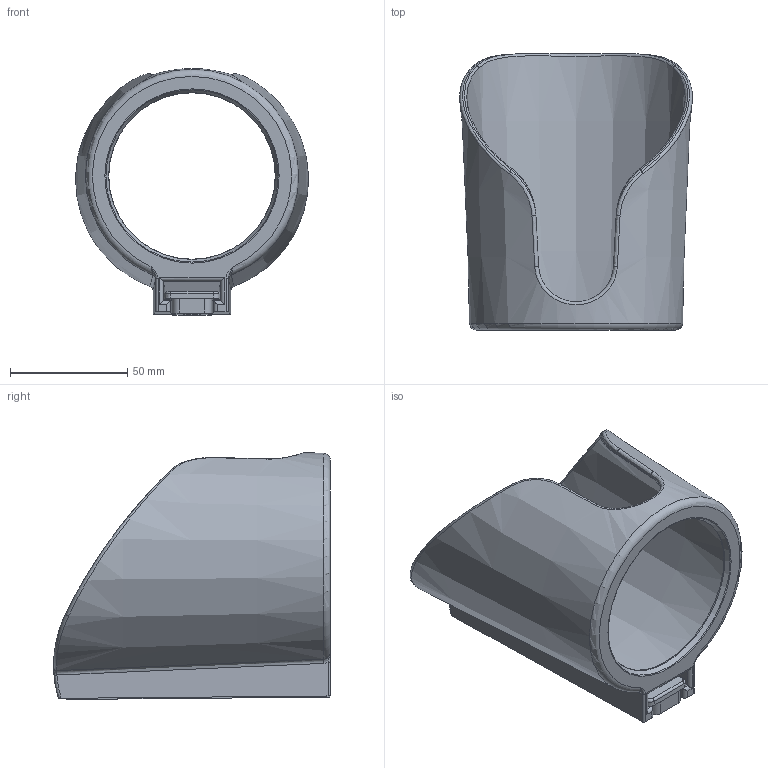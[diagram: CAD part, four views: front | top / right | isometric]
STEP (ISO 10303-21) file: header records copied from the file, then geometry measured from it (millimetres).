
FILE_DESCRIPTION((''),'2;1');
FILE_NAME('AR3568.stp','2016-08-04T16:02:58',('Envy'),(''),'Autodesk Inventor 2013','Autodesk Inventor 2013','');
FILE_SCHEMA(('AUTOMOTIVE_DESIGN { 1 0 10303 214 1 1 1 1 }'));
Length unit declared in the file: millimetre
Products named in the file (3): AR3568; AR3561 1; AR3561 2
Assembly tree (2 placements, depth 2):
  AR3568
    AR3561 1
    AR3561 2
Bounding box: 99.28 x 117.99 x 105.3 mm (x, y, z)
Volume: 111267.6 mm3; surface area: 71981 mm2
Topology: 2 solids, 2 shells, 260 faces, 660 edges, 403 vertices
Faces by surface type: plane 59, cone 57, bspline 57, cylinder 47, torus 40
Entity records: 12333 total; most frequent: CARTESIAN_POINT 6097, DIRECTION 1350, ORIENTED_EDGE 1290, EDGE_CURVE 645, AXIS2_PLACEMENT_3D 562, VERTEX_POINT 399, CIRCLE 308, EDGE_LOOP 280
